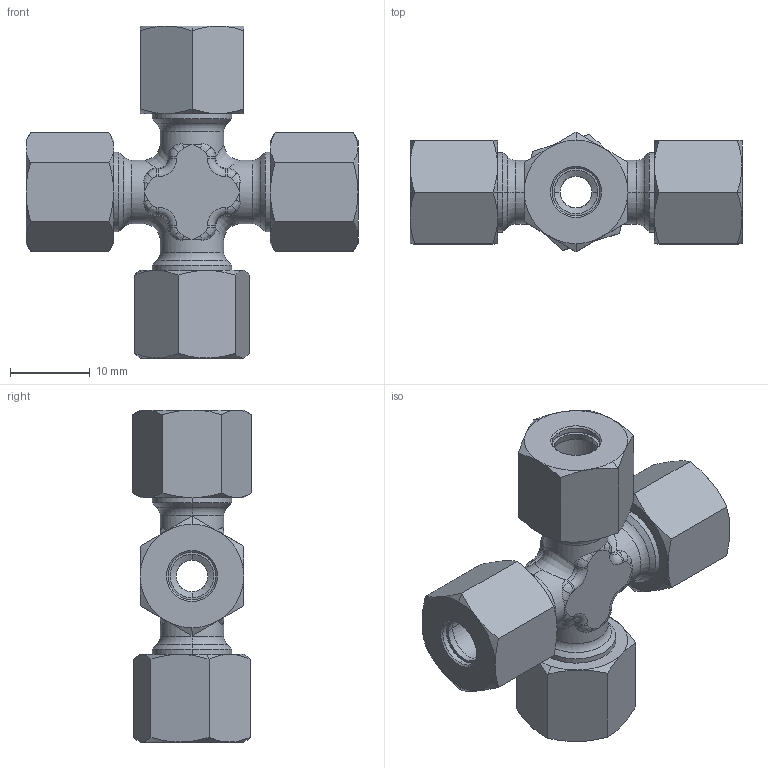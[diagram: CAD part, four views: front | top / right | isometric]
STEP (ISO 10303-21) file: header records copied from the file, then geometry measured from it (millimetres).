
FILE_DESCRIPTION(('STEP AP214'),'1');
FILE_NAME('0107_06_00.stp','2016-07-07T14:21:26',('TraceParts'),('TraceParts S.A.'),'Spatial InterOp 3D',' ',' ');
FILE_SCHEMA(('automotive_design'));
Length unit declared in the file: millimetre
Products named in the file (9): 0107-06-00_asm|0107-06-00U:1#0107-06-00U;0107-06-00U; 0107-06-00_asm|0124-06-00_ASM:1#0124-06-00_ASM;0124-06-00_ASM; 0107-06-00_asm|0124-06-00_ASM:2#0124-06-00_ASM;0124-06-00_ASM; 0107-06-00_asm|0124-06-00_ASM:3#0124-06-00_ASM;0124-06-00_ASM; 0107-06-00_asm|0124-06-00_ASM:4#0124-06-00_ASM;0124-06-00_ASM; 0107-06-00_asm|0110-06-00:1#0110-06-00;0110-06-00; 0107-06-00_asm|0110-06-00:2#0110-06-00;0110-06-00; 0107-06-00_asm|0110-06-00:3#0110-06-00;0110-06-00; 0107-06-00_asm|0110-06-00:4#0110-06-00;0110-06-00
Bounding box: 41.7 x 15.01 x 41.7 mm (x, y, z)
Volume: 6862.7 mm3; surface area: 7558.3 mm2
Topology: 9 solids, 9 shells, 480 faces, 1124 edges, 642 vertices
Faces by surface type: cone 184, cylinder 110, plane 76, bspline 60, torus 50
Entity records: 22011 total; most frequent: CARTESIAN_POINT 7397, DIRECTION 2318, ORIENTED_EDGE 2216, EDGE_CURVE 1108, AXIS2_PLACEMENT_3D 982, VERTEX_POINT 642, CIRCLE 523, EDGE_LOOP 498
